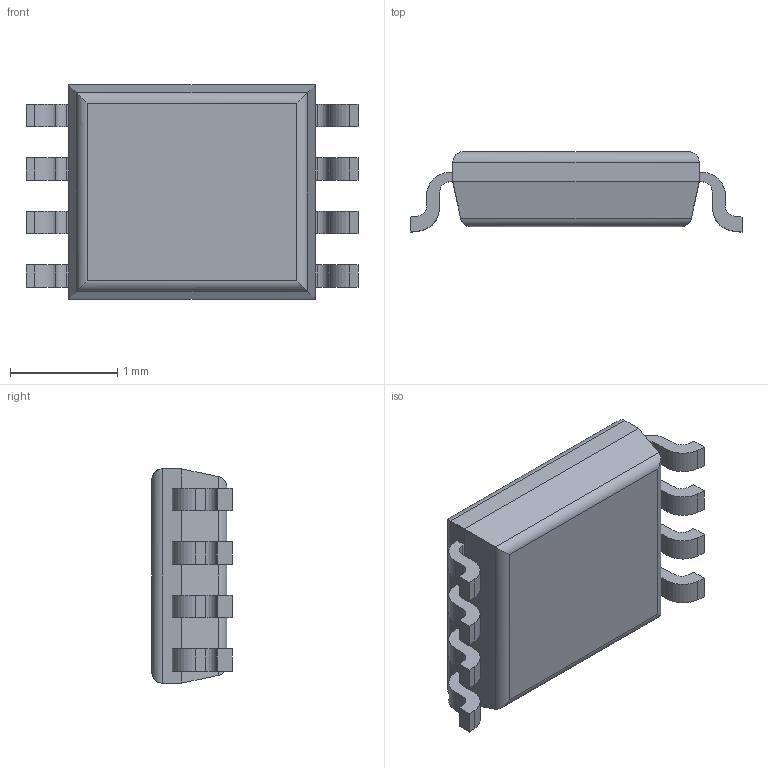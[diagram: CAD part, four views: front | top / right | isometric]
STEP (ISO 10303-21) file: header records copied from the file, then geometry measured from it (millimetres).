
FILE_DESCRIPTION (( 'STEP AP214' ), '1' );
FILE_NAME ('SW3dPS-TSSOP8-2.STEP', '2009-09-28T12:12:31', ( 'sysAdmin' ), ( 'SolidWorks' ), 'SwSTEP 2.0', 'SolidWorks 2009', '' );
FILE_SCHEMA (( 'AUTOMOTIVE_DESIGN' ));
Length unit declared in the file: millimetre
Products named in the file (1): SW3dPS-TSSOP8-2
Bounding box: 3.1 x 0.75 x 2 mm (x, y, z)
Volume: 3.2 mm3; surface area: 17.6 mm2
Topology: 1 solids, 1 shells, 122 faces, 332 edges, 212 vertices
Faces by surface type: plane 82, cylinder 40
Entity records: 4028 total; most frequent: CARTESIAN_POINT 691, ORIENTED_EDGE 664, DIRECTION 634, EDGE_CURVE 332, VECTOR 260, LINE 260, VERTEX_POINT 212, AXIS2_PLACEMENT_3D 187
